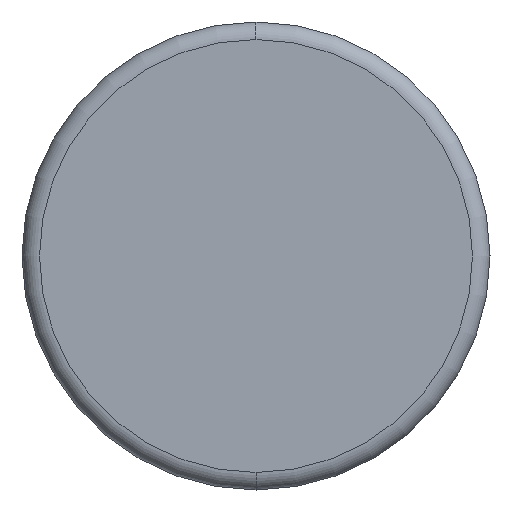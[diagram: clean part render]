
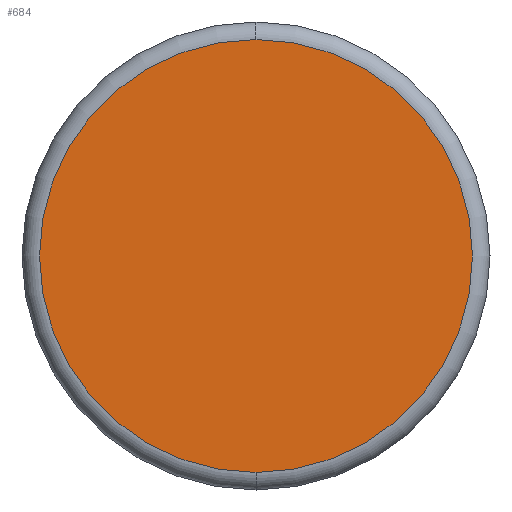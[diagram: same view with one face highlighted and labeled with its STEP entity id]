
A CAD part, left-side view. The second image highlights one B-rep face of the part: STEP entity #684.
In plain terms, the highlighted planar face has unit normal (-1, 0, 0).
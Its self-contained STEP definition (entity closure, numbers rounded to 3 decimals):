
#1 = EDGE_CURVE ( 'NONE', #65, #362, #134, .T. ) ;
#12 = FACE_OUTER_BOUND ( 'NONE', #332, .T. ) ;
#65 = VERTEX_POINT ( 'NONE', #556 ) ;
#134 = CIRCLE ( 'NONE', #810, 4.95 ) ;
#173 = CARTESIAN_POINT ( 'NONE',  ( 0., 0., 4.95 ) ) ;
#190 = DIRECTION ( 'NONE',  ( 1., 0., 0. ) ) ;
#195 = DIRECTION ( 'NONE',  ( 0., 0., -1. ) ) ;
#201 = ORIENTED_EDGE ( 'NONE', *, *, #462, .F. ) ;
#204 = DIRECTION ( 'NONE',  ( 0., 0., 1. ) ) ;
#215 = DIRECTION ( 'NONE',  ( -1., 0., 0. ) ) ;
#257 = ORIENTED_EDGE ( 'NONE', *, *, #1, .F. ) ;
#297 = AXIS2_PLACEMENT_3D ( 'NONE', #785, #215, #204 ) ;
#332 = EDGE_LOOP ( 'NONE', ( #257, #201 ) ) ;
#362 = VERTEX_POINT ( 'NONE', #173 ) ;
#409 = PLANE ( 'NONE',  #297 ) ;
#415 = CARTESIAN_POINT ( 'NONE',  ( 0., 0., 0. ) ) ;
#462 = EDGE_CURVE ( 'NONE', #362, #65, #490, .T. ) ;
#490 = CIRCLE ( 'NONE', #741, 4.95 ) ;
#492 = CARTESIAN_POINT ( 'NONE',  ( 0., 0., 0. ) ) ;
#556 = CARTESIAN_POINT ( 'NONE',  ( 0., 0., -4.95 ) ) ;
#560 = DIRECTION ( 'NONE',  ( 1., 0., 0. ) ) ;
#684 = ADVANCED_FACE ( 'NONE', ( #12 ), #409, .T. ) ;
#741 = AXIS2_PLACEMENT_3D ( 'NONE', #415, #560, #812 ) ;
#785 = CARTESIAN_POINT ( 'NONE',  ( 0., 0., 0. ) ) ;
#810 = AXIS2_PLACEMENT_3D ( 'NONE', #492, #190, #195 ) ;
#812 = DIRECTION ( 'NONE',  ( 0., 0., -1. ) ) ;
